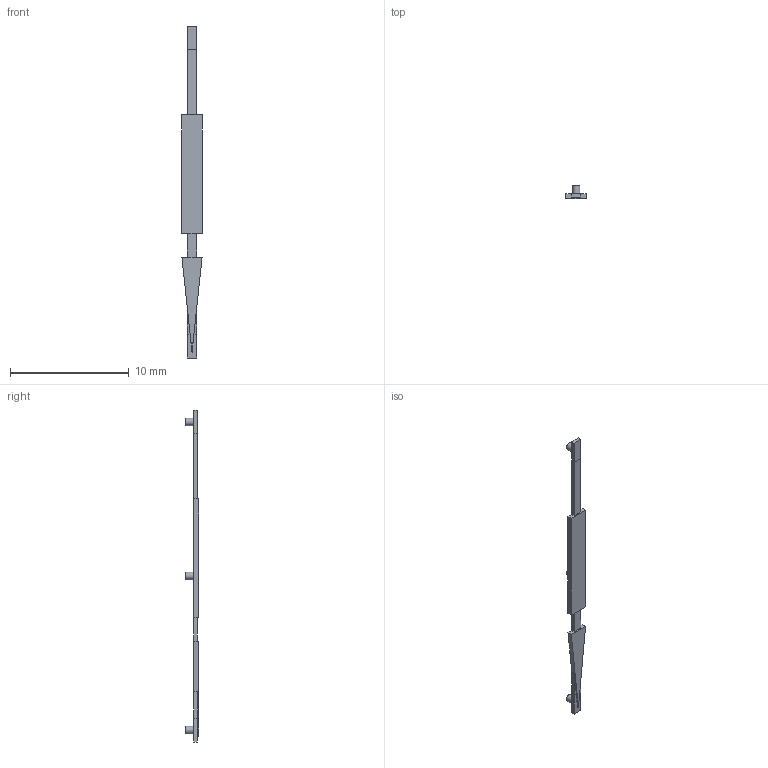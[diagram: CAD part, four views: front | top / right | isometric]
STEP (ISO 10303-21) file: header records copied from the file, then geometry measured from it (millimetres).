
FILE_DESCRIPTION(('FreeCAD Model'),'2;1');
FILE_NAME('Open CASCADE Shape Model','2024-03-24T14:59:45',('FreeCAD'),( 'FreeCAD'),'Open CASCADE STEP processor 7.6','FreeCAD','Unknown');
FILE_SCHEMA(('AUTOMOTIVE_DESIGN { 1 0 10303 214 1 1 1 1 }'));
Length unit declared in the file: millimetre
Products named in the file (1): Open CASCADE STEP translator 7.6 1
Bounding box: 1.7 x 1.1 x 28 mm (x, y, z)
Volume: 13.1 mm3; surface area: 93.1 mm2
Topology: 1 solids, 1 shells, 49 faces, 110 edges, 65 vertices
Faces by surface type: plane 46, cylinder 3
Full cylindrical faces by diameter (mm): 0.65 x3
Entity records: 2784 total; most frequent: CARTESIAN_POINT 505, DIRECTION 430, LINE 310, VECTOR 310, ORIENTED_EDGE 220, PCURVE 220, DEFINITIONAL_REPRESENTATION 220, EDGE_CURVE 110
